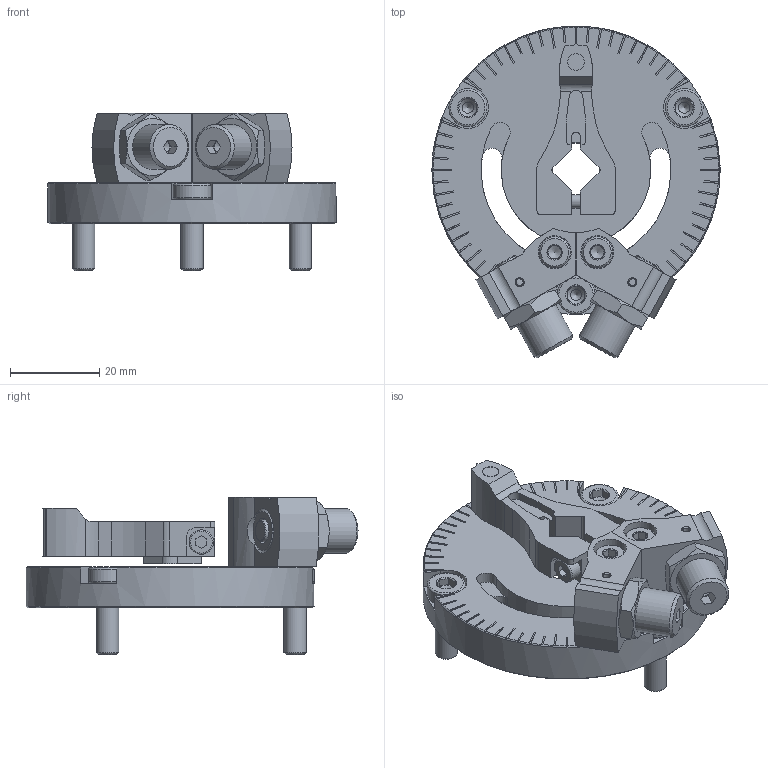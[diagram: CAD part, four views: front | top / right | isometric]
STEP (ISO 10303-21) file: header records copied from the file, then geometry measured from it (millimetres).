
FILE_DESCRIPTION(/* description */ ('STEP AP214'),/* implementation_level */ '2;1');
FILE_NAME(/* name */ '2536504_DADP-ES-Q12-25',/* time_stamp */ '2024-07-25T10:49:49+02:00',/* author */ ('License CC BY-ND 4.0'),/* organization */ ('CADENAS'),/* preprocessor_version */ 'ST-DEVELOPER v19.3',/* originating_system */ 'PARTsolutions',/* authorisation */ ' ');
FILE_SCHEMA (('AUTOMOTIVE_DESIGN {1 0 10303 214 3 1 1}'));
Length unit declared in the file: millimetre
Products named in the file (11): 2536504 DADP-ES-Q12-25---(270_0); 1745899 DADP-ES-Q12-25---(270)_geh; DIN-6912 - M5x16(F); 2834051 DADP-ES-Q12-25_heb; 704062 DSM-16-BL---(HZ); 710516 DSM-16/25-P-B; 382090 SLT-10; DIN-912 - M4x18(F); 342621 DSM-16_NS; 396998 YSRW M10X1-3.5-13; 704063 DSM-16-BR---(HZ)
Assembly tree (17 placements, depth 2):
  2536504 DADP-ES-Q12-25---(270_0)
    1745899 DADP-ES-Q12-25---(270)_geh
    DIN-6912 - M5x16(F)  x3
    2834051 DADP-ES-Q12-25_heb
    704062 DSM-16-BL---(HZ)
    710516 DSM-16/25-P-B  x2
    382090 SLT-10  x2
    DIN-912 - M4x18(F)  x2
    342621 DSM-16_NS  x2
    396998 YSRW M10X1-3.5-13  x2
    704063 DSM-16-BR---(HZ)
Bounding box: 64.6 x 74.4 x 35.4 mm (x, y, z)
Volume: 36116.6 mm3; surface area: 21755.5 mm2
Topology: 17 solids, 17 shells, 694 faces, 1797 edges, 1151 vertices
Faces by surface type: plane 474, cylinder 122, cone 86, torus 12
Full cylindrical faces by diameter (mm): 1.567 x2, 2.5 x3, 2.6 x1, 3 x1, 3.242 x2, 3.7 x2, 4 x2, 4.5 x2, 5 x3, 5.3 x3, 5.5 x1, 5.7 x2, 7 x2, 7.4 x2, 8.5 x3, 8.917 x4, 10 x2, 12 x1, 25.1 x1, 64.6 x1
Entity records: 18431 total; most frequent: CARTESIAN_POINT 3575, ORIENTED_EDGE 2876, DIRECTION 2818, EDGE_CURVE 1438, VERTEX_POINT 978, AXIS2_PLACEMENT_3D 976, LINE 866, VECTOR 866
